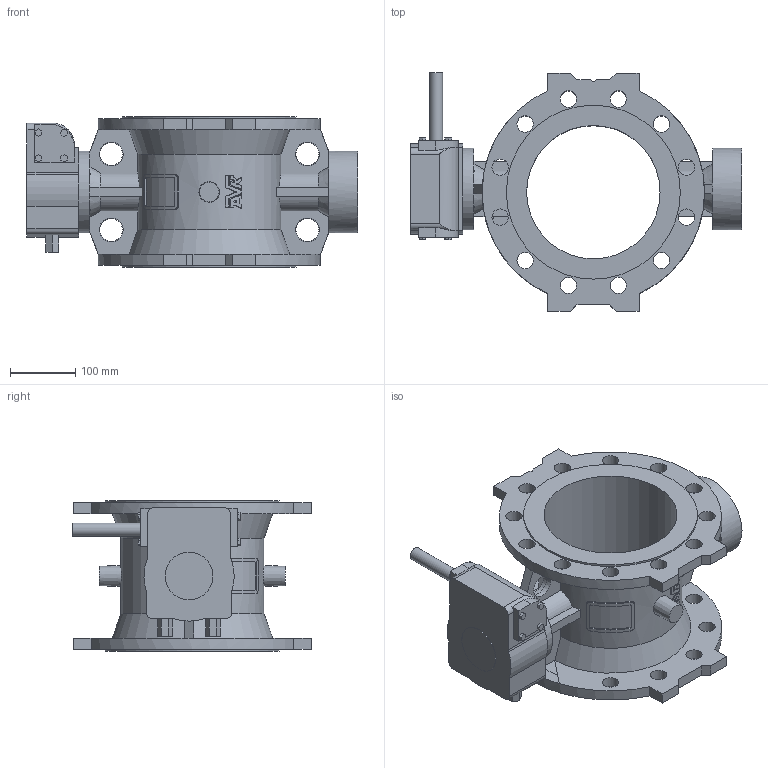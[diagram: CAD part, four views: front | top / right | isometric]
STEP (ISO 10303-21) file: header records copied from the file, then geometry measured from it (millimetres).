
FILE_DESCRIPTION (( 'STEP AP203' ), '1' );
FILE_NAME ('O_756_106_DN200_1XX_AA0_step.step', '2016-03-09T09:13:13', ( 'Windows User' ), ( 'AVK' ), 'SwSTEP 2.0', 'SolidWorks 2012', '' );
FILE_SCHEMA (( 'CONFIG_CONTROL_DESIGN' ));
Length unit declared in the file: millimetre
Products named in the file (1): O_756_106_DN200_1XX_AA0_step
Bounding box: 507 x 365 x 230 mm (x, y, z)
Volume: 6685377.1 mm3; surface area: 761323.9 mm2
Topology: 1 solids, 1 shells, 428 faces, 1189 edges, 790 vertices
Faces by surface type: plane 246, bspline 86, cylinder 74, cone 22
Full cylindrical faces by diameter (mm): 20 x1, 25 x23, 73 x1, 125 x2, 204 x1, 266 x2
Entity records: 18239 total; most frequent: CARTESIAN_POINT 7911, ORIENTED_EDGE 2290, DIRECTION 1729, EDGE_CURVE 1145, VERTEX_POINT 786, VECTOR 675, LINE 675, EDGE_LOOP 551
